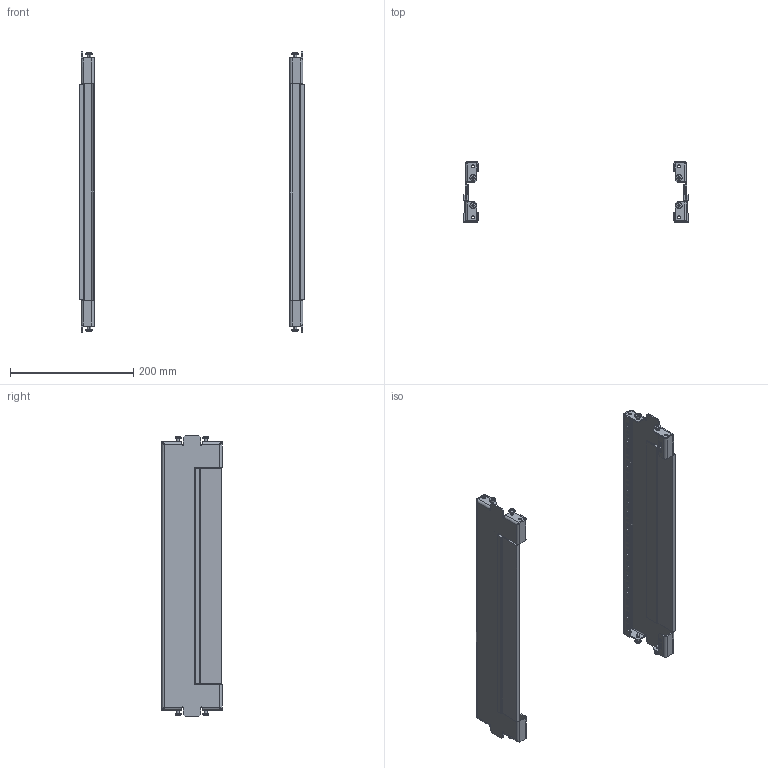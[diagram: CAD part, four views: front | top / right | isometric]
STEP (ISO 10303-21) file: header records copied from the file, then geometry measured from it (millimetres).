
FILE_DESCRIPTION (( 'STEP AP203' ), '1' );
FILE_NAME ('UR12002100060 Ýëåìåíòû öîêîëÿ ñ ùåòî÷íûì ââîäîì 100ìì RS52 00.60 (2øò) (000.136.063-02).STEP', '2022-04-14T06:27:31', ( '' ), ( '' ), 'SwSTEP 2.0', 'SolidWorks 2017', '' );
FILE_SCHEMA (( 'CONFIG_CONTROL_DESIGN' ));
Length unit declared in the file: millimetre
Products named in the file (6): Äâóñòîðîííÿÿ êëåéêàÿ ëåíòà 15õ0,25 äëÿ öîêîëÿ ñ ùåòî÷íûì ââîäîì_00.60; 070-66 Ïàíåëü öîêîëÿ_02 (00.60); 000.137.047 Ïàíåëü öîêîëÿ_02 (00.60); Ïîëîñîâàÿ ùåòêà Stribo Pro òèï Í_02 (00.60); Âèíò DIN 7500 C TORX_Œ5å12; UR12002100060 Ýëåìåíòû öîêîëÿ ñ ùåòî÷íûì ââîäîì 100ìì RS52 00.60 (2øò) (000.136.063-02)
Assembly tree (13 placements, depth 3):
  UR12002100060 Ýëåìåíòû öîêîëÿ ñ ùåòî÷íûì ââîäîì 100ìì RS52 00.60 (2øò) (000.136.063-02)
    000.137.047 Ïàíåëü öîêîëÿ_02 (00.60)  x2
      070-66 Ïàíåëü öîêîëÿ_02 (00.60)
      Ïîëîñîâàÿ ùåòêà Stribo Pro òèï Í_02 (00.60)
      Äâóñòîðîííÿÿ êëåéêàÿ ëåíòà 15õ0,25 äëÿ öîêîëÿ ñ ùåòî÷íûì ââîäîì_00.60
    Âèíò DIN 7500 C TORX_Œ5å12  x8
Bounding box: 365.4 x 98 x 454.8 mm (x, y, z)
Volume: 392987.8 mm3; surface area: 306508.3 mm2
Topology: 14 solids, 14 shells, 860 faces, 2304 edges, 1480 vertices
Faces by surface type: plane 494, cylinder 302, cone 32, bspline 16, sphere 16
Entity records: 10914 total; most frequent: CARTESIAN_POINT 2220, ORIENTED_EDGE 1632, DIRECTION 1583, EDGE_CURVE 816, LINE 577, VECTOR 577, VERTEX_POINT 518, AXIS2_PLACEMENT_3D 503
